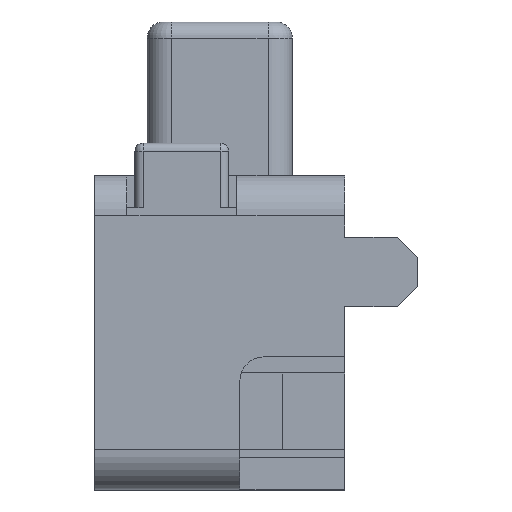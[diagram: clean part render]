
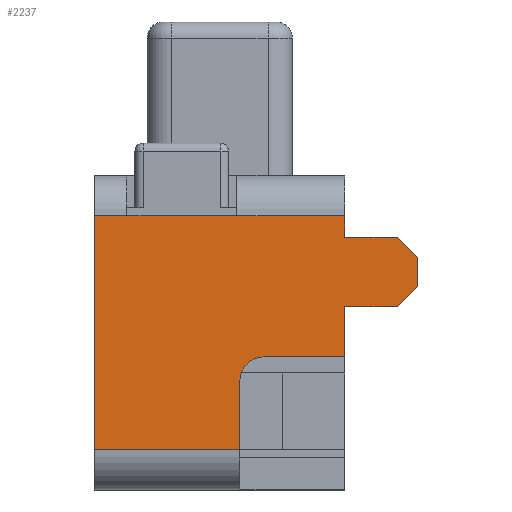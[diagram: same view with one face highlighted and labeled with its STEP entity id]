
A CAD part, left-side view. The second image highlights one B-rep face of the part: STEP entity #2237.
In plain terms, the highlighted planar face has unit normal (-1, 0, 0).
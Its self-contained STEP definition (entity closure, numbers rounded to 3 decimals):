
#6 = CARTESIAN_POINT ( 'NONE',  ( -1.95, 1.55, -0.975 ) ) ;
#12 = DIRECTION ( 'NONE',  ( 0., -1., 0. ) ) ;
#25 = VERTEX_POINT ( 'NONE', #3542 ) ;
#31 = PLANE ( 'NONE',  #1212 ) ;
#41 = VERTEX_POINT ( 'NONE', #1493 ) ;
#45 = CARTESIAN_POINT ( 'NONE',  ( -1.95, -0.325, 0.16 ) ) ;
#128 = ORIENTED_EDGE ( 'NONE', *, *, #2871, .T. ) ;
#135 = ORIENTED_EDGE ( 'NONE', *, *, #1039, .T. ) ;
#168 = EDGE_CURVE ( 'NONE', #41, #189, #3468, .T. ) ;
#189 = VERTEX_POINT ( 'NONE', #4529 ) ;
#190 = LINE ( 'NONE', #4320, #848 ) ;
#192 = VERTEX_POINT ( 'NONE', #2368 ) ;
#218 = EDGE_CURVE ( 'NONE', #3025, #3167, #392, .T. ) ;
#392 = LINE ( 'NONE', #2393, #3742 ) ;
#542 = DIRECTION ( 'NONE',  ( 0., 1., 0. ) ) ;
#576 = DIRECTION ( 'NONE',  ( 0., 0., 1. ) ) ;
#647 = VERTEX_POINT ( 'NONE', #4262 ) ;
#656 = CARTESIAN_POINT ( 'NONE',  ( -1.95, 0.5, -0.3 ) ) ;
#690 = VERTEX_POINT ( 'NONE', #3211 ) ;
#735 = EDGE_CURVE ( 'NONE', #192, #1601, #1634, .T. ) ;
#768 = DIRECTION ( 'NONE',  ( 0., -0.707, 0.707 ) ) ;
#848 = VECTOR ( 'NONE', #1149, 1000. ) ;
#849 = EDGE_CURVE ( 'NONE', #4114, #4265, #1904, .T. ) ;
#888 = VERTEX_POINT ( 'NONE', #3016 ) ;
#896 = LINE ( 'NONE', #1878, #2214 ) ;
#908 = LINE ( 'NONE', #45, #2525 ) ;
#998 = DIRECTION ( 'NONE',  ( 0., 0., 1. ) ) ;
#1039 = EDGE_CURVE ( 'NONE', #3167, #4265, #2742, .T. ) ;
#1076 = LINE ( 'NONE', #3256, #1562 ) ;
#1117 = CARTESIAN_POINT ( 'NONE',  ( -1.95, -0.325, 0.59 ) ) ;
#1146 = EDGE_CURVE ( 'NONE', #1601, #647, #2233, .T. ) ;
#1148 = CARTESIAN_POINT ( 'NONE',  ( -1.95, 1.35, 0.725 ) ) ;
#1149 = DIRECTION ( 'NONE',  ( 0., -1., 0. ) ) ;
#1174 = CARTESIAN_POINT ( 'NONE',  ( -1.95, 0.5, -0.3 ) ) ;
#1177 = LINE ( 'NONE', #3650, #3768 ) ;
#1212 = AXIS2_PLACEMENT_3D ( 'NONE', #1174, #3648, #1528 ) ;
#1251 = VECTOR ( 'NONE', #2816, 1000. ) ;
#1257 = EDGE_CURVE ( 'NONE', #25, #2847, #2079, .T. ) ;
#1333 = AXIS2_PLACEMENT_3D ( 'NONE', #656, #3793, #998 ) ;
#1424 = DIRECTION ( 'NONE',  ( 0., -1., 0. ) ) ;
#1459 = CARTESIAN_POINT ( 'NONE',  ( -1.95, 0., 0.16 ) ) ;
#1493 = CARTESIAN_POINT ( 'NONE',  ( -1.95, 0.65, -0.3 ) ) ;
#1496 = VERTEX_POINT ( 'NONE', #2764 ) ;
#1514 = VECTOR ( 'NONE', #576, 1000. ) ;
#1528 = DIRECTION ( 'NONE',  ( 0., 0., 1. ) ) ;
#1530 = DIRECTION ( 'NONE',  ( 0., 0.707, 0.707 ) ) ;
#1562 = VECTOR ( 'NONE', #1424, 1000. ) ;
#1601 = VERTEX_POINT ( 'NONE', #2160 ) ;
#1619 = CARTESIAN_POINT ( 'NONE',  ( -1.95, 0., 0.16 ) ) ;
#1634 = LINE ( 'NONE', #6, #1251 ) ;
#1878 = CARTESIAN_POINT ( 'NONE',  ( -1.95, 0.65, -0.3 ) ) ;
#1904 = LINE ( 'NONE', #1148, #4355 ) ;
#1908 = DIRECTION ( 'NONE',  ( 0., 1., 0. ) ) ;
#2015 = ORIENTED_EDGE ( 'NONE', *, *, #2926, .T. ) ;
#2073 = CARTESIAN_POINT ( 'NONE',  ( -1.95, 0., 0.725 ) ) ;
#2079 = LINE ( 'NONE', #1619, #1514 ) ;
#2093 = ORIENTED_EDGE ( 'NONE', *, *, #1146, .T. ) ;
#2113 = CARTESIAN_POINT ( 'NONE',  ( -1.95, 1.55, -0.725 ) ) ;
#2160 = CARTESIAN_POINT ( 'NONE',  ( -1.95, 1.55, -0.725 ) ) ;
#2214 = VECTOR ( 'NONE', #3593, 1000. ) ;
#2233 = LINE ( 'NONE', #2113, #2797 ) ;
#2237 = ADVANCED_FACE ( 'NONE', ( #2786 ), #31, .T. ) ;
#2358 = VECTOR ( 'NONE', #2447, 1000. ) ;
#2368 = CARTESIAN_POINT ( 'NONE',  ( -1.95, 1.55, 0.725 ) ) ;
#2393 = CARTESIAN_POINT ( 'NONE',  ( -1.95, 0., 0.975 ) ) ;
#2447 = DIRECTION ( 'NONE',  ( 0., 1., 0. ) ) ;
#2525 = VECTOR ( 'NONE', #768, 1000. ) ;
#2571 = CARTESIAN_POINT ( 'NONE',  ( -1.95, 0.669, 0.725 ) ) ;
#2574 = ORIENTED_EDGE ( 'NONE', *, *, #735, .T. ) ;
#2613 = LINE ( 'NONE', #3660, #3334 ) ;
#2650 = CARTESIAN_POINT ( 'NONE',  ( -1.95, 0., 0.725 ) ) ;
#2742 = LINE ( 'NONE', #2073, #2358 ) ;
#2748 = CARTESIAN_POINT ( 'NONE',  ( -1.95, 0., 0.725 ) ) ;
#2764 = CARTESIAN_POINT ( 'NONE',  ( -1.95, -0.45, 0.465 ) ) ;
#2786 = FACE_OUTER_BOUND ( 'NONE', #3384, .T. ) ;
#2797 = VECTOR ( 'NONE', #12, 1000. ) ;
#2806 = EDGE_CURVE ( 'NONE', #888, #690, #908, .T. ) ;
#2816 = DIRECTION ( 'NONE',  ( 0., 0., -1. ) ) ;
#2828 = EDGE_CURVE ( 'NONE', #2847, #888, #1076, .T. ) ;
#2847 = VERTEX_POINT ( 'NONE', #1459 ) ;
#2871 = EDGE_CURVE ( 'NONE', #4114, #192, #4559, .T. ) ;
#2875 = DIRECTION ( 'NONE',  ( 0., 0., 1. ) ) ;
#2888 = CARTESIAN_POINT ( 'NONE',  ( -1.95, 1.35, 0.725 ) ) ;
#2926 = EDGE_CURVE ( 'NONE', #690, #1496, #4291, .T. ) ;
#2936 = ORIENTED_EDGE ( 'NONE', *, *, #3580, .T. ) ;
#3016 = CARTESIAN_POINT ( 'NONE',  ( -1.95, -0.325, 0.16 ) ) ;
#3025 = VERTEX_POINT ( 'NONE', #3370 ) ;
#3167 = VERTEX_POINT ( 'NONE', #2748 ) ;
#3182 = ORIENTED_EDGE ( 'NONE', *, *, #2806, .T. ) ;
#3211 = CARTESIAN_POINT ( 'NONE',  ( -1.95, -0.45, 0.285 ) ) ;
#3256 = CARTESIAN_POINT ( 'NONE',  ( -1.95, 0., 0.16 ) ) ;
#3285 = DIRECTION ( 'NONE',  ( 0., -1., 0. ) ) ;
#3293 = ORIENTED_EDGE ( 'NONE', *, *, #2828, .T. ) ;
#3334 = VECTOR ( 'NONE', #1908, 1000. ) ;
#3357 = ORIENTED_EDGE ( 'NONE', *, *, #3572, .T. ) ;
#3370 = CARTESIAN_POINT ( 'NONE',  ( -1.95, 0., 0.59 ) ) ;
#3384 = EDGE_LOOP ( 'NONE', ( #2574, #2093, #4419, #3838, #3357, #4097, #3293, #3182, #2015, #2936, #4216, #3877, #135, #3731, #128 ) ) ;
#3468 = CIRCLE ( 'NONE', #1333, 0.15 ) ;
#3542 = CARTESIAN_POINT ( 'NONE',  ( -1.95, 0., -0.15 ) ) ;
#3572 = EDGE_CURVE ( 'NONE', #189, #25, #190, .T. ) ;
#3580 = EDGE_CURVE ( 'NONE', #1496, #3608, #1177, .T. ) ;
#3593 = DIRECTION ( 'NONE',  ( 0., 0., 1. ) ) ;
#3594 = EDGE_CURVE ( 'NONE', #647, #41, #896, .T. ) ;
#3608 = VERTEX_POINT ( 'NONE', #1117 ) ;
#3648 = DIRECTION ( 'NONE',  ( -1., 0., 0. ) ) ;
#3650 = CARTESIAN_POINT ( 'NONE',  ( -1.95, -0.325, 0.59 ) ) ;
#3660 = CARTESIAN_POINT ( 'NONE',  ( -1.95, 0., 0.59 ) ) ;
#3731 = ORIENTED_EDGE ( 'NONE', *, *, #849, .F. ) ;
#3742 = VECTOR ( 'NONE', #2875, 1000. ) ;
#3768 = VECTOR ( 'NONE', #1530, 1000. ) ;
#3793 = DIRECTION ( 'NONE',  ( 1., 0., 0. ) ) ;
#3838 = ORIENTED_EDGE ( 'NONE', *, *, #168, .T. ) ;
#3877 = ORIENTED_EDGE ( 'NONE', *, *, #218, .T. ) ;
#3996 = DIRECTION ( 'NONE',  ( 0., 0., 1. ) ) ;
#4097 = ORIENTED_EDGE ( 'NONE', *, *, #1257, .T. ) ;
#4114 = VERTEX_POINT ( 'NONE', #2888 ) ;
#4173 = VECTOR ( 'NONE', #542, 1000. ) ;
#4210 = EDGE_CURVE ( 'NONE', #3608, #3025, #2613, .T. ) ;
#4216 = ORIENTED_EDGE ( 'NONE', *, *, #4210, .T. ) ;
#4262 = CARTESIAN_POINT ( 'NONE',  ( -1.95, 0.65, -0.725 ) ) ;
#4265 = VERTEX_POINT ( 'NONE', #2571 ) ;
#4291 = LINE ( 'NONE', #4387, #4400 ) ;
#4320 = CARTESIAN_POINT ( 'NONE',  ( -1.95, 0., -0.15 ) ) ;
#4355 = VECTOR ( 'NONE', #3285, 1000. ) ;
#4387 = CARTESIAN_POINT ( 'NONE',  ( -1.95, -0.45, 0.465 ) ) ;
#4400 = VECTOR ( 'NONE', #3996, 1000. ) ;
#4419 = ORIENTED_EDGE ( 'NONE', *, *, #3594, .T. ) ;
#4529 = CARTESIAN_POINT ( 'NONE',  ( -1.95, 0.5, -0.15 ) ) ;
#4559 = LINE ( 'NONE', #2650, #4173 ) ;
